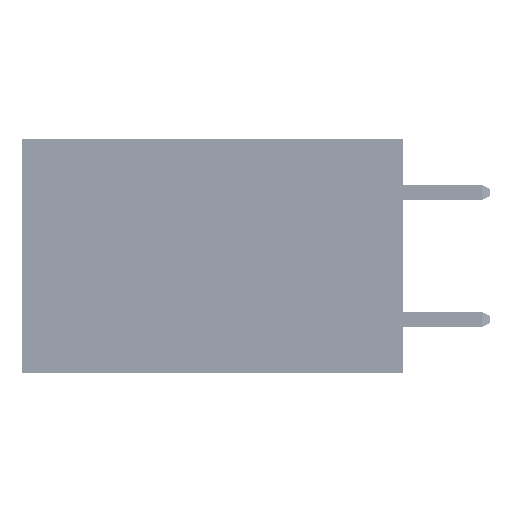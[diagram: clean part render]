
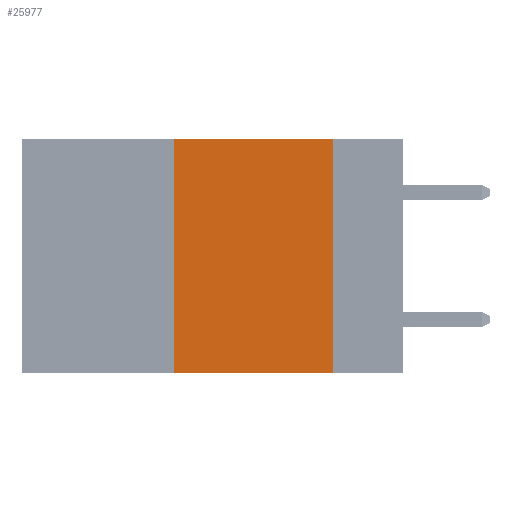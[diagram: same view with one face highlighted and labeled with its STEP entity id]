
A CAD part, left-side view. The second image highlights one B-rep face of the part: STEP entity #25977.
In plain terms, the highlighted planar face has unit normal (-1, 0, 0).
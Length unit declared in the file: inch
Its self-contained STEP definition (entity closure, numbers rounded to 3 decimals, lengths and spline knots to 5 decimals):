
#2655 = LINE ( 'NONE', #5395, #13754 ) ;
#5351 = VERTEX_POINT ( 'NONE', #47293 ) ;
#5395 = CARTESIAN_POINT ( 'NONE',  ( 0., 0.36, 0. ) ) ;
#5575 = DIRECTION ( 'NONE',  ( 0., 0., 1. ) ) ;
#6491 = CARTESIAN_POINT ( 'NONE',  ( 0., 0.11, 0. ) ) ;
#6620 = LINE ( 'NONE', #7438, #9082 ) ;
#7438 = CARTESIAN_POINT ( 'NONE',  ( 0., 0.6, -0.37 ) ) ;
#8539 = ORIENTED_EDGE ( 'NONE', *, *, #24498, .F. ) ;
#8691 = LINE ( 'NONE', #44456, #30923 ) ;
#8853 = EDGE_CURVE ( 'NONE', #30772, #36761, #6620, .T. ) ;
#9082 = VECTOR ( 'NONE', #47204, 39.37008 ) ;
#9587 = ORIENTED_EDGE ( 'NONE', *, *, #8853, .T. ) ;
#11401 = CARTESIAN_POINT ( 'NONE',  ( 0., 0.36, -0.37 ) ) ;
#12422 = DIRECTION ( 'NONE',  ( 0., -1., 0. ) ) ;
#12561 = CARTESIAN_POINT ( 'NONE',  ( 0., 0.11, -0.37 ) ) ;
#13672 = DIRECTION ( 'NONE',  ( 0., 0., -1. ) ) ;
#13754 = VECTOR ( 'NONE', #5575, 39.37008 ) ;
#14198 = EDGE_CURVE ( 'NONE', #49035, #36761, #39482, .T. ) ;
#15106 = EDGE_LOOP ( 'NONE', ( #19525, #8539, #49848, #9587 ) ) ;
#19525 = ORIENTED_EDGE ( 'NONE', *, *, #14198, .F. ) ;
#23341 = EDGE_CURVE ( 'NONE', #30772, #5351, #2655, .T. ) ;
#24498 = EDGE_CURVE ( 'NONE', #5351, #49035, #8691, .T. ) ;
#25977 = ADVANCED_FACE ( 'NONE', ( #43146 ), #33207, .F. ) ;
#27694 = VECTOR ( 'NONE', #43499, 39.37008 ) ;
#30772 = VERTEX_POINT ( 'NONE', #11401 ) ;
#30923 = VECTOR ( 'NONE', #12422, 39.37008 ) ;
#33207 = PLANE ( 'NONE',  #48504 ) ;
#33555 = DIRECTION ( 'NONE',  ( 1., 0., 0. ) ) ;
#36761 = VERTEX_POINT ( 'NONE', #12561 ) ;
#39347 = CARTESIAN_POINT ( 'NONE',  ( 0., 0.11, 0. ) ) ;
#39482 = LINE ( 'NONE', #39347, #27694 ) ;
#41873 = CARTESIAN_POINT ( 'NONE',  ( 0., 0.6, 0. ) ) ;
#43146 = FACE_OUTER_BOUND ( 'NONE', #15106, .T. ) ;
#43499 = DIRECTION ( 'NONE',  ( 0., 0., -1. ) ) ;
#44456 = CARTESIAN_POINT ( 'NONE',  ( 0., 0.6, 0. ) ) ;
#47204 = DIRECTION ( 'NONE',  ( 0., -1., 0. ) ) ;
#47293 = CARTESIAN_POINT ( 'NONE',  ( 0., 0.36, 0. ) ) ;
#48504 = AXIS2_PLACEMENT_3D ( 'NONE', #41873, #33555, #13672 ) ;
#49035 = VERTEX_POINT ( 'NONE', #6491 ) ;
#49848 = ORIENTED_EDGE ( 'NONE', *, *, #23341, .F. ) ;
